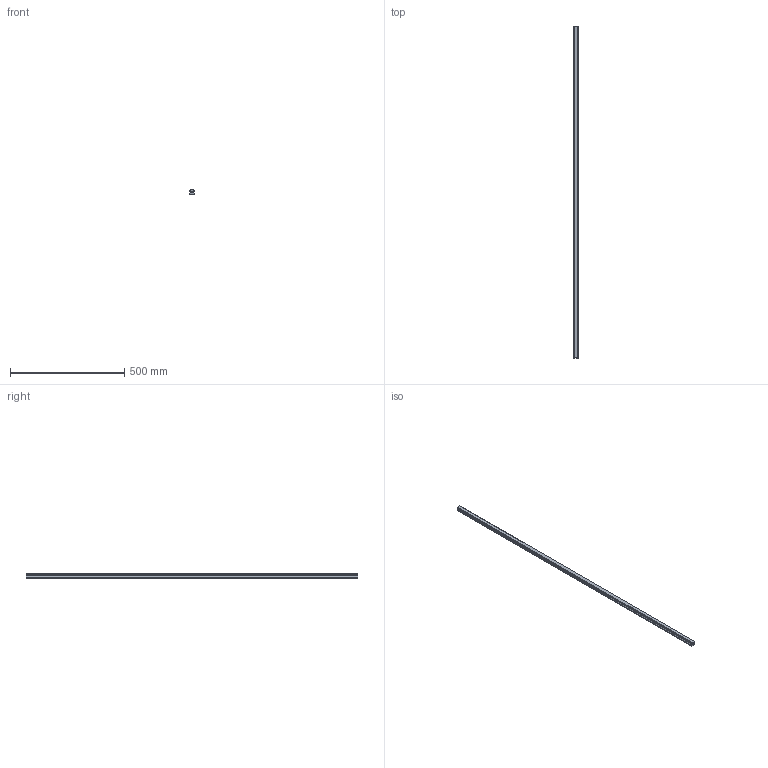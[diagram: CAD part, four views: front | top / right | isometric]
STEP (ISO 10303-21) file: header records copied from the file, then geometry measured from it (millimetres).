
FILE_DESCRIPTION(('STEP AP214'),'1');
FILE_NAME('cctmp_90F2FE29-0C18-4EB2-9D6A-5A455F206514_2021_01_22_14_00_24_0262..stp','2021-01-22T13:00:24',('HIWIN GmbH'),('CADClick - www.CADClick.com'),'Spatial InterOp 3D',' ','unknown authorization');
FILE_SCHEMA(('AUTOMOTIVE_DESIGN'));
Length unit declared in the file: millimetre
Products named in the file (1): HGR20T1450C_FILE
Bounding box: 20 x 1450 x 17.5 mm (x, y, z)
Volume: 428297.8 mm3; surface area: 115843.3 mm2
Topology: 1 solids, 1 shells, 203 faces, 543 edges, 322 vertices
Faces by surface type: plane 85, cylinder 70, cone 48
Entity records: 7585 total; most frequent: DIRECTION 1043, CARTESIAN_POINT 1021, ORIENTED_EDGE 990, EDGE_CURVE 495, LINE 355, VECTOR 355, AXIS2_PLACEMENT_3D 344, VERTEX_POINT 322
